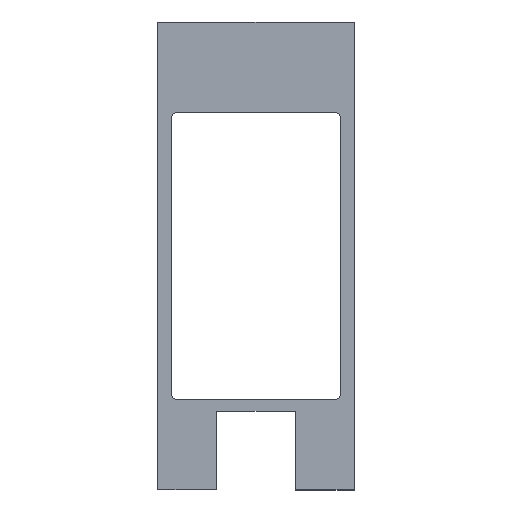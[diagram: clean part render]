
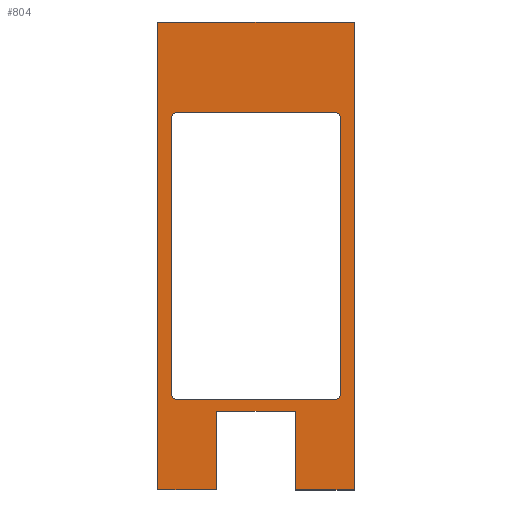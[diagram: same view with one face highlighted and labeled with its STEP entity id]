
A CAD part, top view. The second image highlights one B-rep face of the part: STEP entity #804.
In plain terms, the highlighted planar face has unit normal (0, 0, 1).
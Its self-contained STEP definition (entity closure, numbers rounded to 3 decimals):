
#32 = VERTEX_POINT('',#33);
#33 = CARTESIAN_POINT('',(-123.,219.,63.));
#39 = EDGE_CURVE('',#32,#40,#42,.T.);
#40 = VERTEX_POINT('',#41);
#41 = CARTESIAN_POINT('',(-123.,-19.,63.));
#42 = LINE('',#43,#44);
#43 = CARTESIAN_POINT('',(-123.,219.,63.));
#44 = VECTOR('',#45,1.);
#45 = DIRECTION('',(0.,-1.,0.));
#785 = EDGE_CURVE('',#40,#786,#788,.T.);
#786 = VERTEX_POINT('',#787);
#787 = CARTESIAN_POINT('',(-93.,-19.,63.));
#788 = LINE('',#789,#790);
#789 = CARTESIAN_POINT('',(-123.,-19.,63.));
#790 = VECTOR('',#791,1.);
#791 = DIRECTION('',(1.,0.,0.));
#804 = ADVANCED_FACE('',(#805,#855),#925,.T.);
#805 = FACE_BOUND('',#806,.T.);
#806 = EDGE_LOOP('',(#807,#808,#809,#817,#825,#833,#841,#849));
#807 = ORIENTED_EDGE('',*,*,#39,.T.);
#808 = ORIENTED_EDGE('',*,*,#785,.T.);
#809 = ORIENTED_EDGE('',*,*,#810,.T.);
#810 = EDGE_CURVE('',#786,#811,#813,.T.);
#811 = VERTEX_POINT('',#812);
#812 = CARTESIAN_POINT('',(-93.,21.,63.));
#813 = LINE('',#814,#815);
#814 = CARTESIAN_POINT('',(-93.,-19.,63.));
#815 = VECTOR('',#816,1.);
#816 = DIRECTION('',(0.,1.,0.));
#817 = ORIENTED_EDGE('',*,*,#818,.T.);
#818 = EDGE_CURVE('',#811,#819,#821,.T.);
#819 = VERTEX_POINT('',#820);
#820 = CARTESIAN_POINT('',(-53.,21.,63.));
#821 = LINE('',#822,#823);
#822 = CARTESIAN_POINT('',(-93.,21.,63.));
#823 = VECTOR('',#824,1.);
#824 = DIRECTION('',(1.,0.,0.));
#825 = ORIENTED_EDGE('',*,*,#826,.T.);
#826 = EDGE_CURVE('',#819,#827,#829,.T.);
#827 = VERTEX_POINT('',#828);
#828 = CARTESIAN_POINT('',(-53.,-19.,63.));
#829 = LINE('',#830,#831);
#830 = CARTESIAN_POINT('',(-53.,21.,63.));
#831 = VECTOR('',#832,1.);
#832 = DIRECTION('',(0.,-1.,0.));
#833 = ORIENTED_EDGE('',*,*,#834,.T.);
#834 = EDGE_CURVE('',#827,#835,#837,.T.);
#835 = VERTEX_POINT('',#836);
#836 = CARTESIAN_POINT('',(-23.,-19.,63.));
#837 = LINE('',#838,#839);
#838 = CARTESIAN_POINT('',(-53.,-19.,63.));
#839 = VECTOR('',#840,1.);
#840 = DIRECTION('',(1.,0.,0.));
#841 = ORIENTED_EDGE('',*,*,#842,.T.);
#842 = EDGE_CURVE('',#835,#843,#845,.T.);
#843 = VERTEX_POINT('',#844);
#844 = CARTESIAN_POINT('',(-23.,219.,63.));
#845 = LINE('',#846,#847);
#846 = CARTESIAN_POINT('',(-23.,-19.,63.));
#847 = VECTOR('',#848,1.);
#848 = DIRECTION('',(0.,1.,0.));
#849 = ORIENTED_EDGE('',*,*,#850,.T.);
#850 = EDGE_CURVE('',#843,#32,#851,.T.);
#851 = LINE('',#852,#853);
#852 = CARTESIAN_POINT('',(-23.,219.,63.));
#853 = VECTOR('',#854,1.);
#854 = DIRECTION('',(-1.,0.,0.));
#855 = FACE_BOUND('',#856,.T.);
#856 = EDGE_LOOP('',(#857,#867,#876,#884,#893,#901,#910,#918));
#857 = ORIENTED_EDGE('',*,*,#858,.F.);
#858 = EDGE_CURVE('',#859,#861,#863,.T.);
#859 = VERTEX_POINT('',#860);
#860 = CARTESIAN_POINT('',(-116.,170.,63.));
#861 = VERTEX_POINT('',#862);
#862 = CARTESIAN_POINT('',(-116.,30.,63.));
#863 = LINE('',#864,#865);
#864 = CARTESIAN_POINT('',(-116.,170.,63.));
#865 = VECTOR('',#866,1.);
#866 = DIRECTION('',(0.,-1.,0.));
#867 = ORIENTED_EDGE('',*,*,#868,.F.);
#868 = EDGE_CURVE('',#869,#859,#871,.T.);
#869 = VERTEX_POINT('',#870);
#870 = CARTESIAN_POINT('',(-113.,173.,63.));
#871 = CIRCLE('',#872,3.);
#872 = AXIS2_PLACEMENT_3D('',#873,#874,#875);
#873 = CARTESIAN_POINT('',(-113.,170.,63.));
#874 = DIRECTION('',(0.,0.,1.));
#875 = DIRECTION('',(1.,0.,0.));
#876 = ORIENTED_EDGE('',*,*,#877,.F.);
#877 = EDGE_CURVE('',#878,#869,#880,.T.);
#878 = VERTEX_POINT('',#879);
#879 = CARTESIAN_POINT('',(-33.,173.,63.));
#880 = LINE('',#881,#882);
#881 = CARTESIAN_POINT('',(-33.,173.,63.));
#882 = VECTOR('',#883,1.);
#883 = DIRECTION('',(-1.,0.,0.));
#884 = ORIENTED_EDGE('',*,*,#885,.F.);
#885 = EDGE_CURVE('',#886,#878,#888,.T.);
#886 = VERTEX_POINT('',#887);
#887 = CARTESIAN_POINT('',(-30.,170.,63.));
#888 = CIRCLE('',#889,3.);
#889 = AXIS2_PLACEMENT_3D('',#890,#891,#892);
#890 = CARTESIAN_POINT('',(-33.,170.,63.));
#891 = DIRECTION('',(0.,0.,1.));
#892 = DIRECTION('',(1.,0.,0.));
#893 = ORIENTED_EDGE('',*,*,#894,.F.);
#894 = EDGE_CURVE('',#895,#886,#897,.T.);
#895 = VERTEX_POINT('',#896);
#896 = CARTESIAN_POINT('',(-30.,30.,63.));
#897 = LINE('',#898,#899);
#898 = CARTESIAN_POINT('',(-30.,30.,63.));
#899 = VECTOR('',#900,1.);
#900 = DIRECTION('',(0.,1.,0.));
#901 = ORIENTED_EDGE('',*,*,#902,.F.);
#902 = EDGE_CURVE('',#903,#895,#905,.T.);
#903 = VERTEX_POINT('',#904);
#904 = CARTESIAN_POINT('',(-33.,27.,63.));
#905 = CIRCLE('',#906,3.);
#906 = AXIS2_PLACEMENT_3D('',#907,#908,#909);
#907 = CARTESIAN_POINT('',(-33.,30.,63.));
#908 = DIRECTION('',(0.,0.,1.));
#909 = DIRECTION('',(1.,0.,0.));
#910 = ORIENTED_EDGE('',*,*,#911,.F.);
#911 = EDGE_CURVE('',#912,#903,#914,.T.);
#912 = VERTEX_POINT('',#913);
#913 = CARTESIAN_POINT('',(-113.,27.,63.));
#914 = LINE('',#915,#916);
#915 = CARTESIAN_POINT('',(-113.,27.,63.));
#916 = VECTOR('',#917,1.);
#917 = DIRECTION('',(1.,0.,0.));
#918 = ORIENTED_EDGE('',*,*,#919,.F.);
#919 = EDGE_CURVE('',#861,#912,#920,.T.);
#920 = CIRCLE('',#921,3.);
#921 = AXIS2_PLACEMENT_3D('',#922,#923,#924);
#922 = CARTESIAN_POINT('',(-113.,30.,63.));
#923 = DIRECTION('',(0.,0.,1.));
#924 = DIRECTION('',(1.,0.,0.));
#925 = PLANE('',#926);
#926 = AXIS2_PLACEMENT_3D('',#927,#928,#929);
#927 = CARTESIAN_POINT('',(-73.,91.64,63.));
#928 = DIRECTION('',(0.,0.,1.));
#929 = DIRECTION('',(1.,0.,0.));
